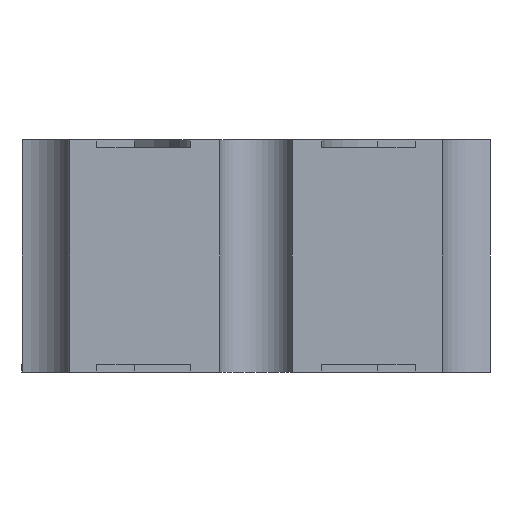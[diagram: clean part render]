
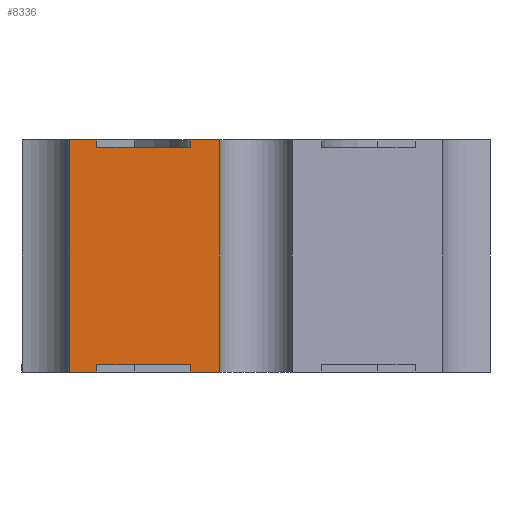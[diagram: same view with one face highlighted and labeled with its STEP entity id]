
A CAD part, left-side view. The second image highlights one B-rep face of the part: STEP entity #8336.
In plain terms, the highlighted planar face has unit normal (-1, 0, 0).
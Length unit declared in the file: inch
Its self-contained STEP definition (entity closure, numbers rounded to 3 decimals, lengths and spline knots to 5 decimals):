
#106 = CARTESIAN_POINT ( 'NONE',  ( -0.1, 0.0425, 0.002 ) ) ;
#172 = VERTEX_POINT ( 'NONE', #3313 ) ;
#206 = ORIENTED_EDGE ( 'NONE', *, *, #7041, .F. ) ;
#326 = LINE ( 'NONE', #1296, #11519 ) ;
#446 = DIRECTION ( 'NONE',  ( 0., -1., 0. ) ) ;
#648 = EDGE_CURVE ( 'NONE', #11439, #3574, #10116, .T. ) ;
#718 = EDGE_CURVE ( 'NONE', #5102, #5731, #11396, .T. ) ;
#815 = CARTESIAN_POINT ( 'NONE',  ( -0.1, 0.0175, 0.06 ) ) ;
#1044 = CARTESIAN_POINT ( 'NONE',  ( -0.1, 0.00968, 0.062 ) ) ;
#1126 = CARTESIAN_POINT ( 'NONE',  ( -0.1, 0.0425, 0.06 ) ) ;
#1296 = CARTESIAN_POINT ( 'NONE',  ( -0.1, 0.0175, 0.002 ) ) ;
#1486 = EDGE_CURVE ( 'NONE', #12708, #2805, #7644, .T. ) ;
#1853 = LINE ( 'NONE', #11566, #9307 ) ;
#1870 = CARTESIAN_POINT ( 'NONE',  ( -0.1, 0.0425, 0.06 ) ) ;
#2135 = DIRECTION ( 'NONE',  ( 0., 1., 0. ) ) ;
#2252 = DIRECTION ( 'NONE',  ( 0., 0., -1. ) ) ;
#2347 = AXIS2_PLACEMENT_3D ( 'NONE', #7714, #3656, #11642 ) ;
#2404 = VERTEX_POINT ( 'NONE', #11837 ) ;
#2805 = VERTEX_POINT ( 'NONE', #8065 ) ;
#2911 = LINE ( 'NONE', #10762, #3849 ) ;
#3225 = CARTESIAN_POINT ( 'NONE',  ( -0.1, 0.0175, 0.002 ) ) ;
#3313 = CARTESIAN_POINT ( 'NONE',  ( -0.1, 0.00968, 0. ) ) ;
#3368 = VECTOR ( 'NONE', #10564, 39.37008 ) ;
#3373 = CARTESIAN_POINT ( 'NONE',  ( -0.1, 0.0175, 0. ) ) ;
#3574 = VERTEX_POINT ( 'NONE', #11084 ) ;
#3656 = DIRECTION ( 'NONE',  ( 1., 0., 0. ) ) ;
#3720 = DIRECTION ( 'NONE',  ( 0., 0., 1. ) ) ;
#3727 = ORIENTED_EDGE ( 'NONE', *, *, #3946, .T. ) ;
#3803 = ORIENTED_EDGE ( 'NONE', *, *, #12407, .T. ) ;
#3849 = VECTOR ( 'NONE', #5442, 39.37008 ) ;
#3911 = ORIENTED_EDGE ( 'NONE', *, *, #648, .T. ) ;
#3946 = EDGE_CURVE ( 'NONE', #5458, #5456, #326, .T. ) ;
#4109 = ORIENTED_EDGE ( 'NONE', *, *, #1486, .F. ) ;
#4268 = VECTOR ( 'NONE', #2135, 39.37008 ) ;
#4396 = VECTOR ( 'NONE', #8387, 39.37008 ) ;
#4518 = DIRECTION ( 'NONE',  ( 0., 0., -1. ) ) ;
#4659 = CARTESIAN_POINT ( 'NONE',  ( -0.1, 0.0175, 0.002 ) ) ;
#4824 = PLANE ( 'NONE',  #2347 ) ;
#4988 = ORIENTED_EDGE ( 'NONE', *, *, #11226, .T. ) ;
#5047 = DIRECTION ( 'NONE',  ( 0., 0., 1. ) ) ;
#5099 = DIRECTION ( 'NONE',  ( 0., -1., 0. ) ) ;
#5102 = VERTEX_POINT ( 'NONE', #12475 ) ;
#5396 = LINE ( 'NONE', #12273, #4268 ) ;
#5434 = VECTOR ( 'NONE', #446, 39.37008 ) ;
#5442 = DIRECTION ( 'NONE',  ( 0., 1., 0. ) ) ;
#5456 = VERTEX_POINT ( 'NONE', #3373 ) ;
#5458 = VERTEX_POINT ( 'NONE', #4659 ) ;
#5731 = VERTEX_POINT ( 'NONE', #8443 ) ;
#5796 = LINE ( 'NONE', #12732, #11191 ) ;
#6376 = VECTOR ( 'NONE', #4518, 39.37008 ) ;
#6627 = VERTEX_POINT ( 'NONE', #1044 ) ;
#6649 = CARTESIAN_POINT ( 'NONE',  ( -0.1, 0.00968, 0.002 ) ) ;
#6674 = ORIENTED_EDGE ( 'NONE', *, *, #11304, .T. ) ;
#6678 = DIRECTION ( 'NONE',  ( 0., -1., 0. ) ) ;
#6822 = DIRECTION ( 'NONE',  ( 0., 0., -1. ) ) ;
#7041 = EDGE_CURVE ( 'NONE', #10438, #2404, #5796, .T. ) ;
#7330 = CARTESIAN_POINT ( 'NONE',  ( -0.1, 0.00968, 0. ) ) ;
#7525 = ORIENTED_EDGE ( 'NONE', *, *, #718, .T. ) ;
#7549 = VECTOR ( 'NONE', #5099, 39.37008 ) ;
#7608 = LINE ( 'NONE', #9606, #4396 ) ;
#7609 = VECTOR ( 'NONE', #5047, 39.37008 ) ;
#7644 = LINE ( 'NONE', #8615, #7804 ) ;
#7677 = EDGE_CURVE ( 'NONE', #12708, #11439, #7608, .T. ) ;
#7712 = EDGE_CURVE ( 'NONE', #6627, #172, #11538, .T. ) ;
#7714 = CARTESIAN_POINT ( 'NONE',  ( -0.1, 0.00968, 0.002 ) ) ;
#7804 = VECTOR ( 'NONE', #3720, 39.37008 ) ;
#8065 = CARTESIAN_POINT ( 'NONE',  ( -0.1, 0.0175, 0.062 ) ) ;
#8071 = ORIENTED_EDGE ( 'NONE', *, *, #10333, .T. ) ;
#8123 = LINE ( 'NONE', #3225, #7549 ) ;
#8336 = ADVANCED_FACE ( 'NONE', ( #10535 ), #4824, .F. ) ;
#8387 = DIRECTION ( 'NONE',  ( 0., 1., 0. ) ) ;
#8443 = CARTESIAN_POINT ( 'NONE',  ( -0.1, 0.0497, 0. ) ) ;
#8446 = CARTESIAN_POINT ( 'NONE',  ( -0.1, 0.0497, 0.002 ) ) ;
#8615 = CARTESIAN_POINT ( 'NONE',  ( -0.1, 0.0175, 0.06 ) ) ;
#8962 = EDGE_CURVE ( 'NONE', #5456, #172, #10161, .T. ) ;
#9037 = ORIENTED_EDGE ( 'NONE', *, *, #8962, .T. ) ;
#9307 = VECTOR ( 'NONE', #6678, 39.37008 ) ;
#9606 = CARTESIAN_POINT ( 'NONE',  ( -0.1, 0., 0.06 ) ) ;
#10116 = LINE ( 'NONE', #1126, #7609 ) ;
#10161 = LINE ( 'NONE', #7330, #5434 ) ;
#10333 = EDGE_CURVE ( 'NONE', #5731, #2404, #1853, .T. ) ;
#10438 = VERTEX_POINT ( 'NONE', #106 ) ;
#10535 = FACE_OUTER_BOUND ( 'NONE', #12126, .T. ) ;
#10564 = DIRECTION ( 'NONE',  ( 0., 0., -1. ) ) ;
#10762 = CARTESIAN_POINT ( 'NONE',  ( -0.1, 0., 0.062 ) ) ;
#11084 = CARTESIAN_POINT ( 'NONE',  ( -0.1, 0.0425, 0.062 ) ) ;
#11191 = VECTOR ( 'NONE', #6822, 39.37008 ) ;
#11226 = EDGE_CURVE ( 'NONE', #6627, #2805, #2911, .T. ) ;
#11304 = EDGE_CURVE ( 'NONE', #10438, #5458, #8123, .T. ) ;
#11352 = ORIENTED_EDGE ( 'NONE', *, *, #7677, .T. ) ;
#11389 = ORIENTED_EDGE ( 'NONE', *, *, #7712, .F. ) ;
#11396 = LINE ( 'NONE', #8446, #6376 ) ;
#11439 = VERTEX_POINT ( 'NONE', #1870 ) ;
#11519 = VECTOR ( 'NONE', #2252, 39.37008 ) ;
#11538 = LINE ( 'NONE', #6649, #3368 ) ;
#11566 = CARTESIAN_POINT ( 'NONE',  ( -0.1, 0.00968, 0. ) ) ;
#11642 = DIRECTION ( 'NONE',  ( 0., 0., -1. ) ) ;
#11837 = CARTESIAN_POINT ( 'NONE',  ( -0.1, 0.0425, 0. ) ) ;
#12126 = EDGE_LOOP ( 'NONE', ( #4109, #11352, #3911, #3803, #7525, #8071, #206, #6674, #3727, #9037, #11389, #4988 ) ) ;
#12273 = CARTESIAN_POINT ( 'NONE',  ( -0.1, 0., 0.062 ) ) ;
#12407 = EDGE_CURVE ( 'NONE', #3574, #5102, #5396, .T. ) ;
#12475 = CARTESIAN_POINT ( 'NONE',  ( -0.1, 0.0497, 0.062 ) ) ;
#12708 = VERTEX_POINT ( 'NONE', #815 ) ;
#12732 = CARTESIAN_POINT ( 'NONE',  ( -0.1, 0.0425, 0.002 ) ) ;
